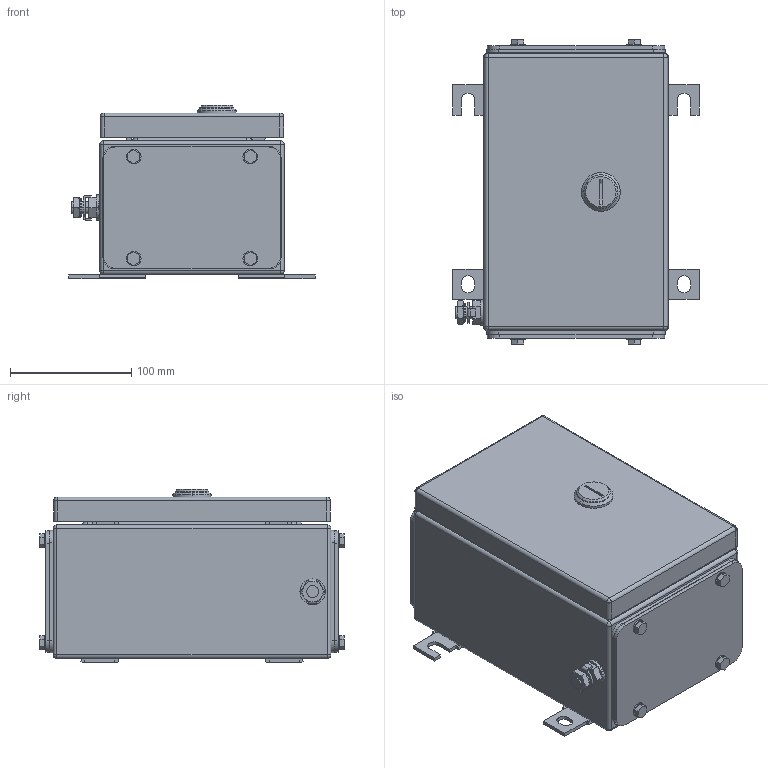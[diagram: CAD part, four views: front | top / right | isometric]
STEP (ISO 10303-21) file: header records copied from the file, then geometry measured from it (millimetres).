
FILE_DESCRIPTION(('CATIA V5 STEP Exchange','CAx-IF Rec.Pracs.--- Model Styling and Organization---1.4--- 2014-01-23'),'2;1');
FILE_NAME ('008760-7_4_1199870000_1199870000.stp','2019-09-20T12:00:49+00:00',('none'),('Weidmueller'),'CATIA Version 5-6 Release 2016 SP3 HF44','CATIA V5 STEP AP214','none');
FILE_SCHEMA(('AUTOMOTIVE_DESIGN { 1 0 10303 214 1 1 1 1 }'));
Length unit declared in the file: millimetre
Products named in the file (1): 1199870000
Bounding box: 203 x 251 x 142.8 mm (x, y, z)
Volume: 505856.1 mm3; surface area: 535099.9 mm2
Topology: 58 solids, 59 shells, 1195 faces, 2778 edges, 1732 vertices
Faces by surface type: plane 541, cylinder 480, cone 124, sphere 24, torus 22, bspline 4
Entity records: 32393 total; most frequent: CARTESIAN_POINT 6713, ORIENTED_EDGE 5456, DIRECTION 4345, EDGE_CURVE 2728, AXIS2_PLACEMENT_3D 1886, VERTEX_POINT 1732, VECTOR 1555, LINE 1555
